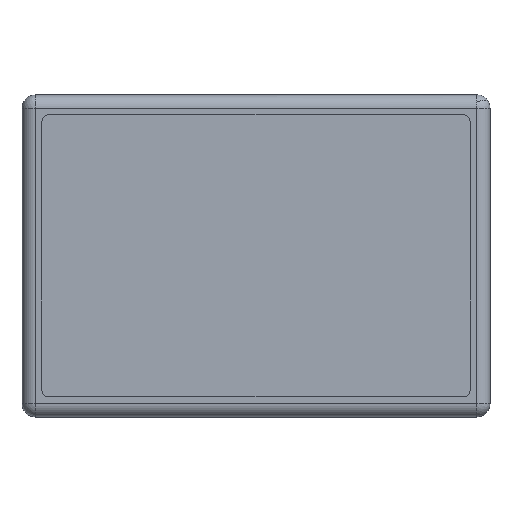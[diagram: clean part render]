
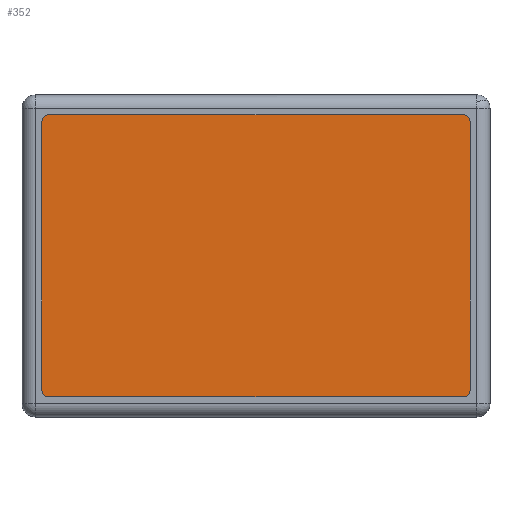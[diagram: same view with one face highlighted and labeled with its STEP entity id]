
A CAD part, top view. The second image highlights one B-rep face of the part: STEP entity #352.
In plain terms, the highlighted planar face has unit normal (0, 0, 1).
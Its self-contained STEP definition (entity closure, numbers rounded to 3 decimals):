
#80=CARTESIAN_POINT('',(-31.25,21.25,22.5));
#81=VERTEX_POINT('',#80);
#88=CARTESIAN_POINT('',(31.25,21.25,22.5));
#89=VERTEX_POINT('',#88);
#90=CARTESIAN_POINT('',(31.25,21.25,22.5));
#91=DIRECTION('',(-1.0,0.0,0.0));
#92=VECTOR('',#91,62.5);
#93=LINE('',#90,#92);
#94=EDGE_CURVE('',#89,#81,#93,.T.);
#119=CARTESIAN_POINT('',(-32.25,20.25,22.5));
#120=VERTEX_POINT('',#119);
#127=CARTESIAN_POINT('',(-31.25,20.25,22.5));
#128=DIRECTION('',(0.0,0.0,1.0));
#129=DIRECTION('',(-0.707,0.707,0.0));
#130=AXIS2_PLACEMENT_3D('',#127,#128,#129);
#131=CIRCLE('',#130,1.0);
#132=EDGE_CURVE('',#81,#120,#131,.T.);
#151=CARTESIAN_POINT('',(-32.25,-20.25,22.5));
#152=VERTEX_POINT('',#151);
#159=CARTESIAN_POINT('',(-32.25,20.25,22.5));
#160=DIRECTION('',(0.0,-1.0,0.0));
#161=VECTOR('',#160,40.5);
#162=LINE('',#159,#161);
#163=EDGE_CURVE('',#120,#152,#162,.T.);
#183=CARTESIAN_POINT('',(-31.25,-21.25,22.5));
#184=VERTEX_POINT('',#183);
#191=CARTESIAN_POINT('',(-31.25,-20.25,22.5));
#192=DIRECTION('',(0.0,0.0,1.0));
#193=DIRECTION('',(-0.707,-0.707,0.0));
#194=AXIS2_PLACEMENT_3D('',#191,#192,#193);
#195=CIRCLE('',#194,1.0);
#196=EDGE_CURVE('',#152,#184,#195,.T.);
#215=CARTESIAN_POINT('',(31.25,-21.25,22.5));
#216=VERTEX_POINT('',#215);
#223=CARTESIAN_POINT('',(-31.25,-21.25,22.5));
#224=DIRECTION('',(1.0,0.0,0.0));
#225=VECTOR('',#224,62.5);
#226=LINE('',#223,#225);
#227=EDGE_CURVE('',#184,#216,#226,.T.);
#247=CARTESIAN_POINT('',(32.25,-20.25,22.5));
#248=VERTEX_POINT('',#247);
#255=CARTESIAN_POINT('',(31.25,-20.25,22.5));
#256=DIRECTION('',(0.0,0.0,1.0));
#257=DIRECTION('',(0.707,-0.707,0.0));
#258=AXIS2_PLACEMENT_3D('',#255,#256,#257);
#259=CIRCLE('',#258,1.0);
#260=EDGE_CURVE('',#216,#248,#259,.T.);
#279=CARTESIAN_POINT('',(32.25,20.25,22.5));
#280=VERTEX_POINT('',#279);
#287=CARTESIAN_POINT('',(32.25,-20.25,22.5));
#288=DIRECTION('',(0.0,1.0,0.0));
#289=VECTOR('',#288,40.5);
#290=LINE('',#287,#289);
#291=EDGE_CURVE('',#248,#280,#290,.T.);
#310=CARTESIAN_POINT('',(31.25,20.25,22.5));
#311=DIRECTION('',(0.0,0.0,1.0));
#312=DIRECTION('',(0.707,0.707,0.0));
#313=AXIS2_PLACEMENT_3D('',#310,#311,#312);
#314=CIRCLE('',#313,1.0);
#315=EDGE_CURVE('',#280,#89,#314,.T.);
#337=CARTESIAN_POINT('',(0.,0.0,22.5));
#338=DIRECTION('',(0.0,0.0,1.0));
#339=DIRECTION('',(1.0,0.0,0.0));
#340=AXIS2_PLACEMENT_3D('',#337,#338,#339);
#341=PLANE('',#340);
#342=ORIENTED_EDGE('',*,*,#315,.T.);
#343=ORIENTED_EDGE('',*,*,#94,.T.);
#344=ORIENTED_EDGE('',*,*,#132,.T.);
#345=ORIENTED_EDGE('',*,*,#163,.T.);
#346=ORIENTED_EDGE('',*,*,#196,.T.);
#347=ORIENTED_EDGE('',*,*,#227,.T.);
#348=ORIENTED_EDGE('',*,*,#260,.T.);
#349=ORIENTED_EDGE('',*,*,#291,.T.);
#350=EDGE_LOOP('',(#342,#343,#344,#345,#346,#347,#348,#349));
#351=FACE_OUTER_BOUND('',#350,.T.);
#352=ADVANCED_FACE('',(#351),#341,.T.);
